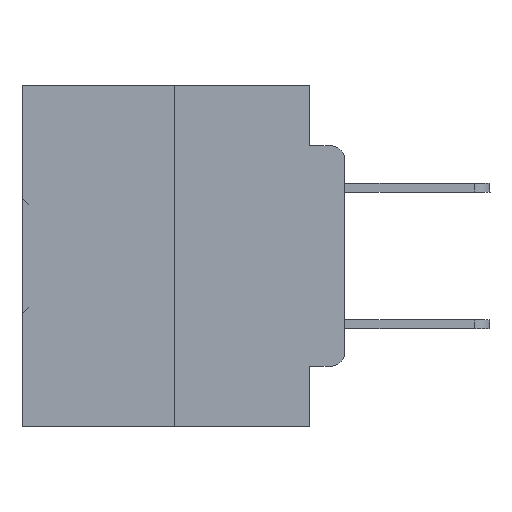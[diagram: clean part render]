
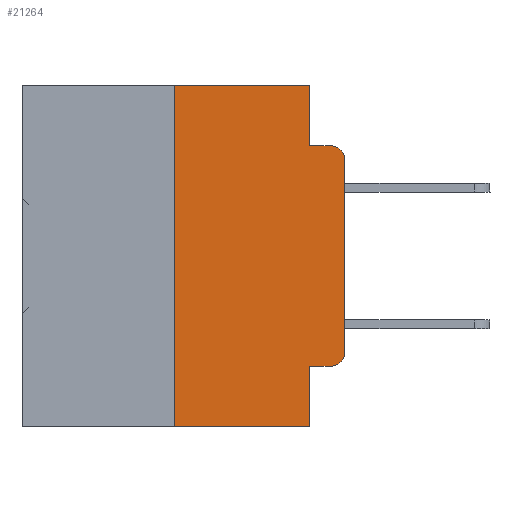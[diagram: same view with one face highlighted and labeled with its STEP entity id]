
A CAD part, left-side view. The second image highlights one B-rep face of the part: STEP entity #21264.
In plain terms, the highlighted planar face has unit normal (-1, 0, 0).
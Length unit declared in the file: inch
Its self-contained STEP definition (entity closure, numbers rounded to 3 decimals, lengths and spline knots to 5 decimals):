
#30 = VERTEX_POINT ( 'NONE', #3193 ) ;
#650 = LINE ( 'NONE', #8797, #6414 ) ;
#817 = DIRECTION ( 'NONE',  ( 0., 0., -1. ) ) ;
#1795 = VECTOR ( 'NONE', #20576, 39.37008 ) ;
#2192 = VERTEX_POINT ( 'NONE', #11059 ) ;
#3064 = CARTESIAN_POINT ( 'NONE',  ( 0., 0.473, 0. ) ) ;
#3193 = CARTESIAN_POINT ( 'NONE',  ( 0., 0.051, -0.0885 ) ) ;
#3276 = ORIENTED_EDGE ( 'NONE', *, *, #33060, .T. ) ;
#3325 = LINE ( 'NONE', #22754, #16470 ) ;
#5378 = EDGE_CURVE ( 'NONE', #30, #6765, #650, .T. ) ;
#5439 = DIRECTION ( 'NONE',  ( 0., 0., 1. ) ) ;
#5493 = CARTESIAN_POINT ( 'NONE',  ( 0., 0.051, -0.4115 ) ) ;
#6414 = VECTOR ( 'NONE', #25838, 39.37008 ) ;
#6765 = VERTEX_POINT ( 'NONE', #34459 ) ;
#6776 = EDGE_CURVE ( 'NONE', #2192, #30, #20951, .T. ) ;
#8224 = VERTEX_POINT ( 'NONE', #21327 ) ;
#8509 = LINE ( 'NONE', #11826, #22043 ) ;
#8797 = CARTESIAN_POINT ( 'NONE',  ( 0., 0.051, -0.0885 ) ) ;
#9586 = CIRCLE ( 'NONE', #14312, 0.02 ) ;
#9948 = ORIENTED_EDGE ( 'NONE', *, *, #6776, .F. ) ;
#10049 = ORIENTED_EDGE ( 'NONE', *, *, #14687, .F. ) ;
#10485 = EDGE_CURVE ( 'NONE', #19539, #19688, #30788, .T. ) ;
#10740 = VECTOR ( 'NONE', #817, 39.37008 ) ;
#10835 = DIRECTION ( 'NONE',  ( 0., -1., 0. ) ) ;
#11059 = CARTESIAN_POINT ( 'NONE',  ( 0., 0.051, 0. ) ) ;
#11256 = ORIENTED_EDGE ( 'NONE', *, *, #30215, .T. ) ;
#11812 = DIRECTION ( 'NONE',  ( 0., 0., 1. ) ) ;
#11826 = CARTESIAN_POINT ( 'NONE',  ( 0., 0.473, -0.5 ) ) ;
#12199 = AXIS2_PLACEMENT_3D ( 'NONE', #34604, #16774, #36037 ) ;
#13033 = EDGE_CURVE ( 'NONE', #28845, #19539, #32175, .T. ) ;
#13059 = CARTESIAN_POINT ( 'NONE',  ( 0., 0.02, -0.1085 ) ) ;
#13378 = ORIENTED_EDGE ( 'NONE', *, *, #10485, .T. ) ;
#13450 = ORIENTED_EDGE ( 'NONE', *, *, #16941, .F. ) ;
#14312 = AXIS2_PLACEMENT_3D ( 'NONE', #13059, #24374, #18976 ) ;
#14432 = VECTOR ( 'NONE', #10835, 39.37008 ) ;
#14583 = CARTESIAN_POINT ( 'NONE',  ( 0., 0., -0.3915 ) ) ;
#14687 = EDGE_CURVE ( 'NONE', #23670, #8224, #21868, .T. ) ;
#15039 = CARTESIAN_POINT ( 'NONE',  ( 0., 0.25, 0. ) ) ;
#16400 = CARTESIAN_POINT ( 'NONE',  ( 0., 0.02, -0.4115 ) ) ;
#16419 = PLANE ( 'NONE',  #12199 ) ;
#16470 = VECTOR ( 'NONE', #11812, 39.37008 ) ;
#16774 = DIRECTION ( 'NONE',  ( 1., 0., 0. ) ) ;
#16941 = EDGE_CURVE ( 'NONE', #29628, #2192, #16942, .T. ) ;
#16942 = LINE ( 'NONE', #3064, #14432 ) ;
#18976 = DIRECTION ( 'NONE',  ( 0., 0., -1. ) ) ;
#19539 = VERTEX_POINT ( 'NONE', #14583 ) ;
#19688 = VERTEX_POINT ( 'NONE', #31246 ) ;
#19801 = DIRECTION ( 'NONE',  ( 0., -1., 0. ) ) ;
#20576 = DIRECTION ( 'NONE',  ( 0., 0., -1. ) ) ;
#20951 = LINE ( 'NONE', #32245, #1795 ) ;
#20996 = EDGE_LOOP ( 'NONE', ( #13378, #3276, #27593, #9948, #13450, #36078, #21827, #10049, #11256, #33991 ) ) ;
#21264 = ADVANCED_FACE ( 'NONE', ( #24764 ), #16419, .F. ) ;
#21327 = CARTESIAN_POINT ( 'NONE',  ( 0., 0.051, -0.5 ) ) ;
#21469 = LINE ( 'NONE', #24262, #35536 ) ;
#21827 = ORIENTED_EDGE ( 'NONE', *, *, #33698, .T. ) ;
#21868 = LINE ( 'NONE', #31464, #10740 ) ;
#22043 = VECTOR ( 'NONE', #19801, 39.37008 ) ;
#22336 = CARTESIAN_POINT ( 'NONE',  ( 0., 0.02, -0.3915 ) ) ;
#22754 = CARTESIAN_POINT ( 'NONE',  ( 0., 0.25, 0. ) ) ;
#23363 = EDGE_CURVE ( 'NONE', #32037, #29628, #3325, .T. ) ;
#23670 = VERTEX_POINT ( 'NONE', #5493 ) ;
#24262 = CARTESIAN_POINT ( 'NONE',  ( 0., 0.051, -0.4115 ) ) ;
#24374 = DIRECTION ( 'NONE',  ( -1., 0., 0. ) ) ;
#24764 = FACE_OUTER_BOUND ( 'NONE', #20996, .T. ) ;
#25665 = DIRECTION ( 'NONE',  ( 0., 0., -1. ) ) ;
#25838 = DIRECTION ( 'NONE',  ( 0., -1., 0. ) ) ;
#26319 = CARTESIAN_POINT ( 'NONE',  ( 0., 0.25, -0.5 ) ) ;
#27452 = AXIS2_PLACEMENT_3D ( 'NONE', #22336, #30665, #25665 ) ;
#27593 = ORIENTED_EDGE ( 'NONE', *, *, #5378, .F. ) ;
#28845 = VERTEX_POINT ( 'NONE', #16400 ) ;
#29628 = VERTEX_POINT ( 'NONE', #15039 ) ;
#30215 = EDGE_CURVE ( 'NONE', #23670, #28845, #21469, .T. ) ;
#30665 = DIRECTION ( 'NONE',  ( -1., 0., 0. ) ) ;
#30788 = LINE ( 'NONE', #36522, #35594 ) ;
#31246 = CARTESIAN_POINT ( 'NONE',  ( 0., 0., -0.1085 ) ) ;
#31464 = CARTESIAN_POINT ( 'NONE',  ( 0., 0.051, 0. ) ) ;
#32037 = VERTEX_POINT ( 'NONE', #26319 ) ;
#32175 = CIRCLE ( 'NONE', #27452, 0.02 ) ;
#32245 = CARTESIAN_POINT ( 'NONE',  ( 0., 0.051, 0. ) ) ;
#33060 = EDGE_CURVE ( 'NONE', #19688, #6765, #9586, .T. ) ;
#33698 = EDGE_CURVE ( 'NONE', #32037, #8224, #8509, .T. ) ;
#33991 = ORIENTED_EDGE ( 'NONE', *, *, #13033, .T. ) ;
#34459 = CARTESIAN_POINT ( 'NONE',  ( 0., 0.02, -0.0885 ) ) ;
#34604 = CARTESIAN_POINT ( 'NONE',  ( 0., 0.473, 0. ) ) ;
#35536 = VECTOR ( 'NONE', #35544, 39.37008 ) ;
#35544 = DIRECTION ( 'NONE',  ( 0., -1., 0. ) ) ;
#35594 = VECTOR ( 'NONE', #5439, 39.37008 ) ;
#36037 = DIRECTION ( 'NONE',  ( 0., 0., -1. ) ) ;
#36078 = ORIENTED_EDGE ( 'NONE', *, *, #23363, .F. ) ;
#36522 = CARTESIAN_POINT ( 'NONE',  ( 0., 0., 0. ) ) ;
